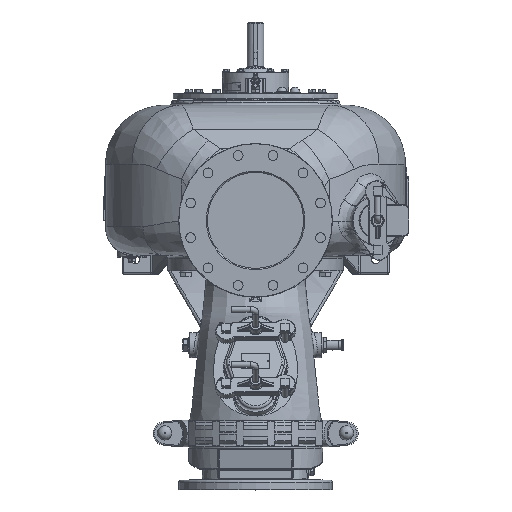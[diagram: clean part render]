
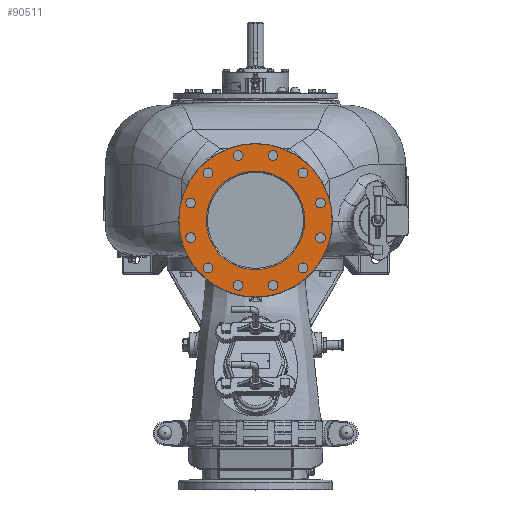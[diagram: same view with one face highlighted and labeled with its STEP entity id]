
A CAD part, top view. The second image highlights one B-rep face of the part: STEP entity #90511.
In plain terms, the highlighted planar face has unit normal (0, 0, 1).
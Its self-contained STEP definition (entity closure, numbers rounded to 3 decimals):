
#13324=PLANE('',#95621);
#15427=CIRCLE('',#95606,130.048);
#15437=CIRCLE('',#95622,12.954);
#15438=CIRCLE('',#95623,12.954);
#15439=CIRCLE('',#95624,12.954);
#15440=CIRCLE('',#95625,12.954);
#15441=CIRCLE('',#95626,12.954);
#15442=CIRCLE('',#95627,12.954);
#15443=CIRCLE('',#95628,12.954);
#15444=CIRCLE('',#95629,12.954);
#15445=CIRCLE('',#95630,12.954);
#15446=CIRCLE('',#95631,12.954);
#15447=CIRCLE('',#95632,12.954);
#15448=CIRCLE('',#95633,12.954);
#15449=CIRCLE('',#95634,202.438);
#25601=ORIENTED_EDGE('',*,*,#40281,.T.);
#25602=ORIENTED_EDGE('',*,*,#40291,.F.);
#25603=ORIENTED_EDGE('',*,*,#40292,.F.);
#25604=ORIENTED_EDGE('',*,*,#40293,.F.);
#25605=ORIENTED_EDGE('',*,*,#40294,.F.);
#25606=ORIENTED_EDGE('',*,*,#40295,.F.);
#25607=ORIENTED_EDGE('',*,*,#40296,.F.);
#25608=ORIENTED_EDGE('',*,*,#40297,.F.);
#25609=ORIENTED_EDGE('',*,*,#40298,.F.);
#25610=ORIENTED_EDGE('',*,*,#40299,.F.);
#25611=ORIENTED_EDGE('',*,*,#40300,.F.);
#25612=ORIENTED_EDGE('',*,*,#40301,.F.);
#25613=ORIENTED_EDGE('',*,*,#40302,.F.);
#25614=ORIENTED_EDGE('',*,*,#40303,.F.);
#40281=EDGE_CURVE('',#48093,#48093,#15427,.T.);
#40291=EDGE_CURVE('',#48095,#48095,#15437,.T.);
#40292=EDGE_CURVE('',#48096,#48096,#15438,.T.);
#40293=EDGE_CURVE('',#48097,#48097,#15439,.T.);
#40294=EDGE_CURVE('',#48098,#48098,#15440,.T.);
#40295=EDGE_CURVE('',#48099,#48099,#15441,.T.);
#40296=EDGE_CURVE('',#48100,#48100,#15442,.T.);
#40297=EDGE_CURVE('',#48101,#48101,#15443,.T.);
#40298=EDGE_CURVE('',#48102,#48102,#15444,.T.);
#40299=EDGE_CURVE('',#48103,#48103,#15445,.T.);
#40300=EDGE_CURVE('',#48104,#48104,#15446,.T.);
#40301=EDGE_CURVE('',#48105,#48105,#15447,.T.);
#40302=EDGE_CURVE('',#48106,#48106,#15448,.T.);
#40303=EDGE_CURVE('',#48107,#48107,#15449,.T.);
#48093=VERTEX_POINT('',#141485);
#48095=VERTEX_POINT('',#141551);
#48096=VERTEX_POINT('',#141553);
#48097=VERTEX_POINT('',#141555);
#48098=VERTEX_POINT('',#141557);
#48099=VERTEX_POINT('',#141559);
#48100=VERTEX_POINT('',#141561);
#48101=VERTEX_POINT('',#141563);
#48102=VERTEX_POINT('',#141565);
#48103=VERTEX_POINT('',#141567);
#48104=VERTEX_POINT('',#141569);
#48105=VERTEX_POINT('',#141571);
#48106=VERTEX_POINT('',#141573);
#48107=VERTEX_POINT('',#141575);
#53806=EDGE_LOOP('',(#25601));
#53807=EDGE_LOOP('',(#25602));
#53808=EDGE_LOOP('',(#25603));
#53809=EDGE_LOOP('',(#25604));
#53810=EDGE_LOOP('',(#25605));
#53811=EDGE_LOOP('',(#25606));
#53812=EDGE_LOOP('',(#25607));
#53813=EDGE_LOOP('',(#25608));
#53814=EDGE_LOOP('',(#25609));
#53815=EDGE_LOOP('',(#25610));
#53816=EDGE_LOOP('',(#25611));
#53817=EDGE_LOOP('',(#25612));
#53818=EDGE_LOOP('',(#25613));
#53819=EDGE_LOOP('',(#25614));
#58402=FACE_BOUND('',#53806,.T.);
#58403=FACE_BOUND('',#53807,.T.);
#58404=FACE_BOUND('',#53808,.T.);
#58405=FACE_BOUND('',#53809,.T.);
#58406=FACE_BOUND('',#53810,.T.);
#58407=FACE_BOUND('',#53811,.T.);
#58408=FACE_BOUND('',#53812,.T.);
#58409=FACE_BOUND('',#53813,.T.);
#58410=FACE_BOUND('',#53814,.T.);
#58411=FACE_BOUND('',#53815,.T.);
#58412=FACE_BOUND('',#53816,.T.);
#58413=FACE_BOUND('',#53817,.T.);
#58414=FACE_BOUND('',#53818,.T.);
#58415=FACE_BOUND('',#53819,.T.);
#90511=ADVANCED_FACE('',(#58402,#58403,#58404,#58405,#58406,#58407,#58408,
#58409,#58410,#58411,#58412,#58413,#58414,#58415),#13324,.F.);
#95606=AXIS2_PLACEMENT_3D('',#141484,#107911,#107912);
#95621=AXIS2_PLACEMENT_3D('',#141549,#107941,#107942);
#95622=AXIS2_PLACEMENT_3D('',#141550,#107943,#107944);
#95623=AXIS2_PLACEMENT_3D('',#141552,#107945,#107946);
#95624=AXIS2_PLACEMENT_3D('',#141554,#107947,#107948);
#95625=AXIS2_PLACEMENT_3D('',#141556,#107949,#107950);
#95626=AXIS2_PLACEMENT_3D('',#141558,#107951,#107952);
#95627=AXIS2_PLACEMENT_3D('',#141560,#107953,#107954);
#95628=AXIS2_PLACEMENT_3D('',#141562,#107955,#107956);
#95629=AXIS2_PLACEMENT_3D('',#141564,#107957,#107958);
#95630=AXIS2_PLACEMENT_3D('',#141566,#107959,#107960);
#95631=AXIS2_PLACEMENT_3D('',#141568,#107961,#107962);
#95632=AXIS2_PLACEMENT_3D('',#141570,#107963,#107964);
#95633=AXIS2_PLACEMENT_3D('',#141572,#107965,#107966);
#95634=AXIS2_PLACEMENT_3D('',#141574,#107967,#107968);
#107911=DIRECTION('',(0.,0.,-1.));
#107912=DIRECTION('',(0.,-1.,0.));
#107941=DIRECTION('',(0.,0.,-1.));
#107942=DIRECTION('',(0.,-1.,0.));
#107943=DIRECTION('',(0.,0.,1.));
#107944=DIRECTION('',(-0.866,0.5,0.));
#107945=DIRECTION('',(0.,0.,1.));
#107946=DIRECTION('',(-0.5,0.866,0.));
#107947=DIRECTION('',(0.,0.,1.));
#107948=DIRECTION('',(0.,1.,0.));
#107949=DIRECTION('',(0.,0.,1.));
#107950=DIRECTION('',(0.5,0.866,0.));
#107951=DIRECTION('',(0.,0.,1.));
#107952=DIRECTION('',(0.866,0.5,0.));
#107953=DIRECTION('',(0.,0.,1.));
#107954=DIRECTION('',(1.,0.,0.));
#107955=DIRECTION('',(0.,0.,1.));
#107956=DIRECTION('',(0.866,-0.5,0.));
#107957=DIRECTION('',(0.,0.,1.));
#107958=DIRECTION('',(0.5,-0.866,0.));
#107959=DIRECTION('',(0.,0.,1.));
#107960=DIRECTION('',(0.,-1.,0.));
#107961=DIRECTION('',(0.,0.,1.));
#107962=DIRECTION('',(-0.5,-0.866,0.));
#107963=DIRECTION('',(0.,0.,1.));
#107964=DIRECTION('',(-0.866,-0.5,0.));
#107965=DIRECTION('',(0.,0.,1.));
#107966=DIRECTION('',(-1.,0.,0.));
#107967=DIRECTION('',(0.,0.,-1.));
#107968=DIRECTION('',(0.,-1.,0.));
#141484=CARTESIAN_POINT('',(0.,0.,860.044));
#141485=CARTESIAN_POINT('',(0.,-130.048,860.044));
#141549=CARTESIAN_POINT('',(0.,-127.,860.044));
#141550=CARTESIAN_POINT('',(-171.374,45.919,860.044));
#141551=CARTESIAN_POINT('',(-182.592,52.396,860.044));
#141552=CARTESIAN_POINT('',(-125.454,125.454,860.044));
#141553=CARTESIAN_POINT('',(-131.931,136.673,860.044));
#141554=CARTESIAN_POINT('',(-45.919,171.374,860.044));
#141555=CARTESIAN_POINT('',(-45.919,184.328,860.044));
#141556=CARTESIAN_POINT('',(45.919,171.374,860.044));
#141557=CARTESIAN_POINT('',(52.396,182.592,860.044));
#141558=CARTESIAN_POINT('',(125.454,125.454,860.044));
#141559=CARTESIAN_POINT('',(136.673,131.931,860.044));
#141560=CARTESIAN_POINT('',(171.374,45.919,860.044));
#141561=CARTESIAN_POINT('',(184.328,45.919,860.044));
#141562=CARTESIAN_POINT('',(171.374,-45.919,860.044));
#141563=CARTESIAN_POINT('',(182.592,-52.396,860.044));
#141564=CARTESIAN_POINT('',(125.454,-125.454,860.044));
#141565=CARTESIAN_POINT('',(131.931,-136.673,860.044));
#141566=CARTESIAN_POINT('',(45.919,-171.374,860.044));
#141567=CARTESIAN_POINT('',(45.919,-184.328,860.044));
#141568=CARTESIAN_POINT('',(-45.919,-171.374,860.044));
#141569=CARTESIAN_POINT('',(-52.396,-182.592,860.044));
#141570=CARTESIAN_POINT('',(-125.454,-125.454,860.044));
#141571=CARTESIAN_POINT('',(-136.673,-131.931,860.044));
#141572=CARTESIAN_POINT('',(-171.374,-45.919,860.044));
#141573=CARTESIAN_POINT('',(-184.328,-45.919,860.044));
#141574=CARTESIAN_POINT('',(0.,0.,860.044));
#141575=CARTESIAN_POINT('',(0.,-202.438,860.044));
